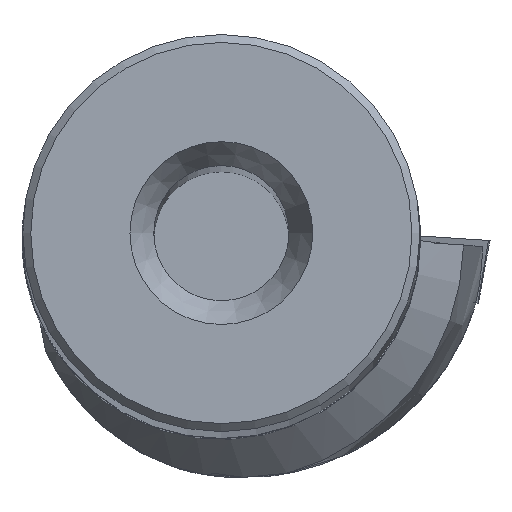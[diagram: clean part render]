
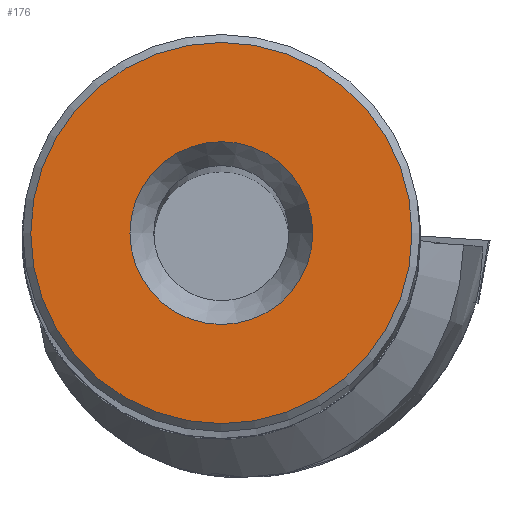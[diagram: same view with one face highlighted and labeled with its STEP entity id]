
A CAD part, top view. The second image highlights one B-rep face of the part: STEP entity #176.
In plain terms, the highlighted planar face has unit normal (0, 0, 1).
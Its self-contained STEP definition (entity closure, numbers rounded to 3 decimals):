
#176=ADVANCED_FACE('',(#286,#287),#203,.T.);
#203=PLANE('',#787);
#286=FACE_BOUND('',#336,.T.);
#287=FACE_BOUND('',#337,.T.);
#336=EDGE_LOOP('',(#453));
#337=EDGE_LOOP('',(#454));
#453=ORIENTED_EDGE('',*,*,#626,.T.);
#454=ORIENTED_EDGE('',*,*,#627,.F.);
#558=VERTEX_POINT('',#1257);
#559=VERTEX_POINT('',#1259);
#626=EDGE_CURVE('',#558,#558,#666,.T.);
#627=EDGE_CURVE('',#559,#559,#667,.T.);
#666=CIRCLE('',#785,5.75);
#667=CIRCLE('',#786,11.991);
#785=AXIS2_PLACEMENT_3D('',#1256,#934,#935);
#786=AXIS2_PLACEMENT_3D('',#1258,#936,#937);
#787=AXIS2_PLACEMENT_3D('',#1260,#938,#939);
#934=DIRECTION('',(0.,0.,-1.));
#935=DIRECTION('',(-1.,0.,0.));
#936=DIRECTION('',(0.,0.,-1.));
#937=DIRECTION('',(-1.,0.,0.));
#938=DIRECTION('',(0.,0.,1.));
#939=DIRECTION('',(-1.,0.,0.));
#1256=CARTESIAN_POINT('',(0.,0.,0.));
#1257=CARTESIAN_POINT('',(-5.75,0.,0.));
#1258=CARTESIAN_POINT('',(0.,0.,0.));
#1259=CARTESIAN_POINT('',(-11.991,0.,0.));
#1260=CARTESIAN_POINT('',(0.,0.,0.));
